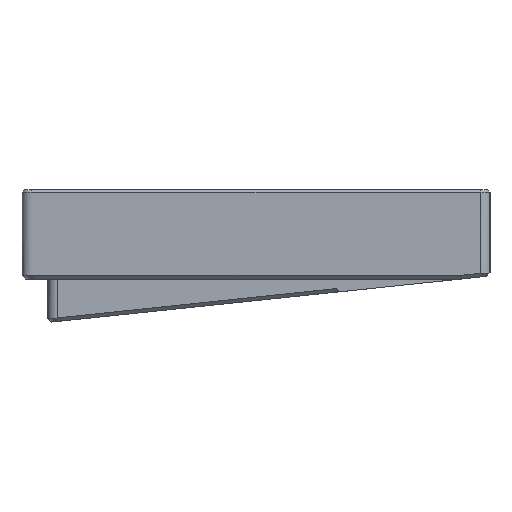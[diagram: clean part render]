
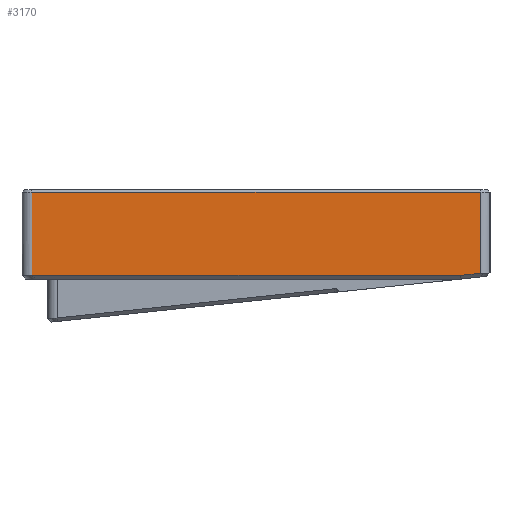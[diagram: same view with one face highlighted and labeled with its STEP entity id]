
A CAD part, left-side view. The second image highlights one B-rep face of the part: STEP entity #3170.
In plain terms, the highlighted planar face has unit normal (-1, 0, 0).
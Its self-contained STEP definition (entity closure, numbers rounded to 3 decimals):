
#340=PLANE('',#3503);
#385=LINE('',#5605,#664);
#589=LINE('',#6440,#868);
#608=LINE('',#6514,#887);
#609=LINE('',#6516,#888);
#610=LINE('',#6517,#889);
#664=VECTOR('',#3618,1000.);
#868=VECTOR('',#4286,1000.);
#887=VECTOR('',#4365,10.);
#888=VECTOR('',#4366,10.);
#889=VECTOR('',#4367,1000.);
#1056=FACE_OUTER_BOUND('',#1249,.T.);
#1249=EDGE_LOOP('',(#2870,#2871,#2872,#2873,#2874));
#1371=VERTEX_POINT('',#5602);
#1372=VERTEX_POINT('',#5604);
#1592=VERTEX_POINT('',#6439);
#1614=VERTEX_POINT('',#6513);
#1615=VERTEX_POINT('',#6515);
#1686=EDGE_CURVE('',#1372,#1371,#385,.F.);
#2018=EDGE_CURVE('',#1592,#1372,#589,.T.);
#2052=EDGE_CURVE('',#1371,#1614,#608,.T.);
#2053=EDGE_CURVE('',#1614,#1615,#609,.T.);
#2054=EDGE_CURVE('',#1615,#1592,#610,.T.);
#2870=ORIENTED_EDGE('',*,*,#2052,.T.);
#2871=ORIENTED_EDGE('',*,*,#2053,.T.);
#2872=ORIENTED_EDGE('',*,*,#2054,.T.);
#2873=ORIENTED_EDGE('',*,*,#2018,.T.);
#2874=ORIENTED_EDGE('',*,*,#1686,.T.);
#3170=ADVANCED_FACE('',(#1056),#340,.T.);
#3503=AXIS2_PLACEMENT_3D('',#6512,#4363,#4364);
#3618=DIRECTION('',(0.,0.,1.));
#4286=DIRECTION('',(0.,1.,0.));
#4363=DIRECTION('center_axis',(-1.,0.,0.));
#4364=DIRECTION('ref_axis',(0.,0.,1.));
#4365=DIRECTION('',(0.,-1.,0.));
#4366=DIRECTION('',(0.,-0.995,0.105));
#4367=DIRECTION('',(0.,0.,1.));
#5602=CARTESIAN_POINT('',(-147.85,52.85,9.933));
#5604=CARTESIAN_POINT('',(-147.85,52.85,29.547));
#5605=CARTESIAN_POINT('',(-147.85,52.85,-0.002));
#6439=CARTESIAN_POINT('',(-147.85,-52.85,29.547));
#6440=CARTESIAN_POINT('',(-147.85,52.85,29.547));
#6512=CARTESIAN_POINT('Origin',(-147.85,0.,-0.002));
#6513=CARTESIAN_POINT('',(-147.85,-48.148,9.933));
#6514=CARTESIAN_POINT('',(-147.85,-130.952,9.933));
#6515=CARTESIAN_POINT('',(-147.85,-52.85,10.427));
#6516=CARTESIAN_POINT('',(-147.85,0.507,4.819));
#6517=CARTESIAN_POINT('',(-147.85,-52.85,30.047));
